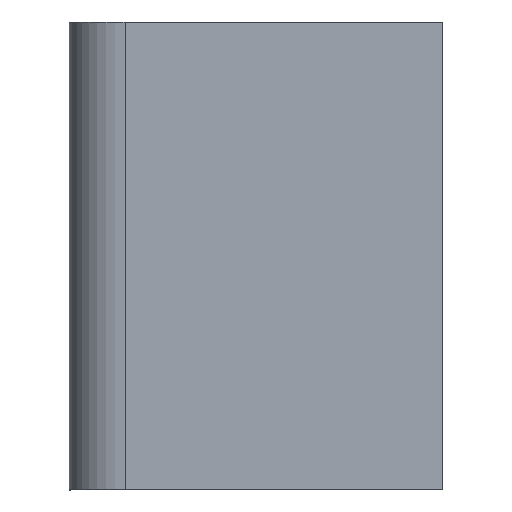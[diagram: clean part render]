
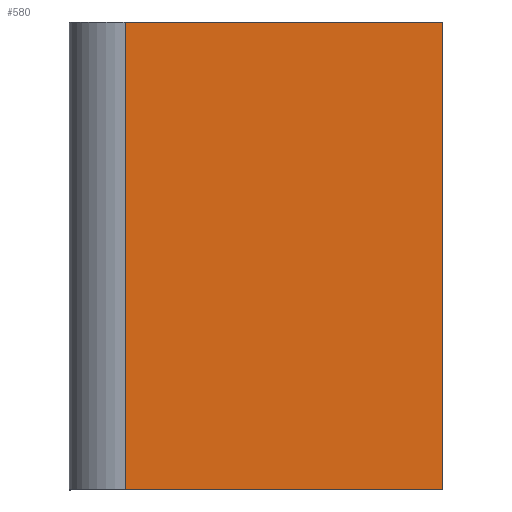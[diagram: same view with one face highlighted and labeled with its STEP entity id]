
A CAD part, top view. The second image highlights one B-rep face of the part: STEP entity #580.
In plain terms, the highlighted face is planar.
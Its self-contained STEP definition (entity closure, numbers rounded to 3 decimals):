
#32 = CARTESIAN_POINT ( 'NONE',  ( 125., 0., 30. ) ) ;
#41 = LINE ( 'NONE', #986, #320 ) ;
#49 = DIRECTION ( 'NONE',  ( -1., 0., 0. ) ) ;
#80 = EDGE_CURVE ( 'NONE', #894, #1126, #41, .T. ) ;
#126 = EDGE_LOOP ( 'NONE', ( #440, #878, #891, #1113 ) ) ;
#137 = LINE ( 'NONE', #917, #718 ) ;
#155 = VECTOR ( 'NONE', #228, 1000. ) ;
#197 = AXIS2_PLACEMENT_3D ( 'NONE', #32, #1071, #461 ) ;
#228 = DIRECTION ( 'NONE',  ( 0., 0., 1. ) ) ;
#235 = PLANE ( 'NONE',  #197 ) ;
#264 = EDGE_CURVE ( 'NONE', #894, #911, #137, .T. ) ;
#320 = VECTOR ( 'NONE', #49, 1000. ) ;
#440 = ORIENTED_EDGE ( 'NONE', *, *, #499, .F. ) ;
#461 = DIRECTION ( 'NONE',  ( 0., 0., -1. ) ) ;
#499 = EDGE_CURVE ( 'NONE', #1126, #534, #639, .T. ) ;
#514 = DIRECTION ( 'NONE',  ( 0., 0., 1. ) ) ;
#534 = VERTEX_POINT ( 'NONE', #1265 ) ;
#557 = LINE ( 'NONE', #1165, #1073 ) ;
#575 = FACE_OUTER_BOUND ( 'NONE', #126, .T. ) ;
#580 = ADVANCED_FACE ( 'NONE', ( #575 ), #235, .T. ) ;
#639 = LINE ( 'NONE', #862, #155 ) ;
#652 = CARTESIAN_POINT ( 'NONE',  ( 125., 0., 30. ) ) ;
#661 = CARTESIAN_POINT ( 'NONE',  ( 125., 0., 200. ) ) ;
#718 = VECTOR ( 'NONE', #514, 1000. ) ;
#763 = DIRECTION ( 'NONE',  ( -1., 0., 0. ) ) ;
#823 = CARTESIAN_POINT ( 'NONE',  ( -125., 0., 30. ) ) ;
#862 = CARTESIAN_POINT ( 'NONE',  ( -125., 0., 30. ) ) ;
#878 = ORIENTED_EDGE ( 'NONE', *, *, #80, .F. ) ;
#891 = ORIENTED_EDGE ( 'NONE', *, *, #264, .T. ) ;
#894 = VERTEX_POINT ( 'NONE', #652 ) ;
#911 = VERTEX_POINT ( 'NONE', #661 ) ;
#913 = EDGE_CURVE ( 'NONE', #911, #534, #557, .T. ) ;
#917 = CARTESIAN_POINT ( 'NONE',  ( 125., 0., 30. ) ) ;
#986 = CARTESIAN_POINT ( 'NONE',  ( 125., 0., 30. ) ) ;
#1071 = DIRECTION ( 'NONE',  ( 0., -1., 0. ) ) ;
#1073 = VECTOR ( 'NONE', #763, 1000. ) ;
#1113 = ORIENTED_EDGE ( 'NONE', *, *, #913, .T. ) ;
#1126 = VERTEX_POINT ( 'NONE', #823 ) ;
#1165 = CARTESIAN_POINT ( 'NONE',  ( 125., 0., 200. ) ) ;
#1265 = CARTESIAN_POINT ( 'NONE',  ( -125., 0., 200. ) ) ;
